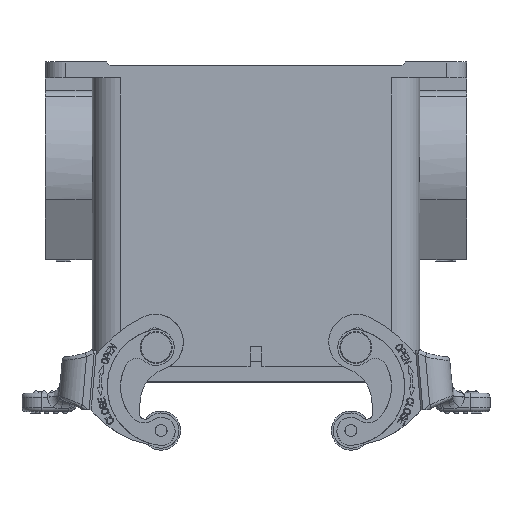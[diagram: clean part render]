
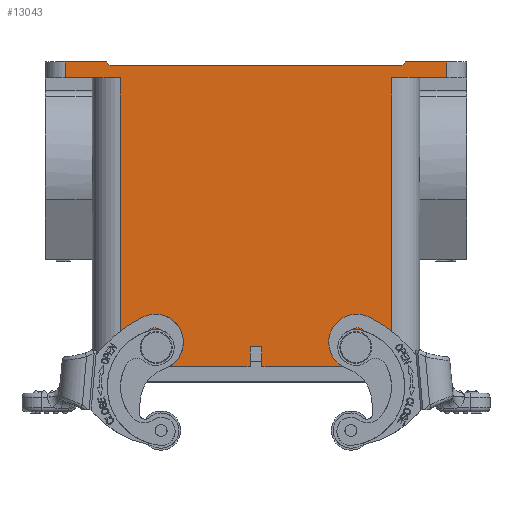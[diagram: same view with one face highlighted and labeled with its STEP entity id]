
A CAD part, front view. The second image highlights one B-rep face of the part: STEP entity #13043.
In plain terms, the highlighted planar face has unit normal (0, -1, 0).
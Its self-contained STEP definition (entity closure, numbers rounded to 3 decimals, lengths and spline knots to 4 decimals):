
#13043=ADVANCED_FACE('',(#18588,#18589,#18590),#14042,.F.);
#14042=PLANE('',#38656);
#15552=LINE('',#58701,#17585);
#15561=LINE('',#58728,#17594);
#15564=LINE('',#58744,#17597);
#15590=LINE('',#58823,#17623);
#15592=LINE('',#58827,#17625);
#15594=LINE('',#58831,#17627);
#15596=LINE('',#58835,#17629);
#15597=LINE('',#58840,#17630);
#15599=LINE('',#58848,#17632);
#15606=LINE('',#58862,#17639);
#15610=LINE('',#58871,#17643);
#15612=LINE('',#58878,#17645);
#15618=LINE('',#58898,#17651);
#15624=LINE('',#58908,#17657);
#15625=LINE('',#58910,#17658);
#15626=LINE('',#58912,#17659);
#17585=VECTOR('',#43842,1.);
#17594=VECTOR('',#43867,1.);
#17597=VECTOR('',#43876,1.);
#17623=VECTOR('',#43944,1.);
#17625=VECTOR('',#43948,1.);
#17627=VECTOR('',#43952,1.);
#17629=VECTOR('',#43956,1.);
#17630=VECTOR('',#43961,1.);
#17632=VECTOR('',#43969,1.);
#17639=VECTOR('',#43980,1.);
#17643=VECTOR('',#43986,1.);
#17645=VECTOR('',#43992,1.);
#17651=VECTOR('',#44008,1.);
#17657=VECTOR('',#44018,1.);
#17658=VECTOR('',#44021,1.);
#17659=VECTOR('',#44022,1.);
#18588=FACE_BOUND('',#19874,.T.);
#18589=FACE_BOUND('',#19875,.T.);
#18590=FACE_BOUND('',#19876,.T.);
#19874=EDGE_LOOP('',(#26020,#26021));
#19875=EDGE_LOOP('',(#26022,#26023));
#19876=EDGE_LOOP('',(#26024,#26025,#26026,#26027,#26028,#26029,#26030,#26031,
#26032,#26033,#26034,#26035,#26036,#26037,#26038,#26039));
#26020=ORIENTED_EDGE('',*,*,#34583,.T.);
#26021=ORIENTED_EDGE('',*,*,#34582,.T.);
#26022=ORIENTED_EDGE('',*,*,#34477,.T.);
#26023=ORIENTED_EDGE('',*,*,#34476,.T.);
#26024=ORIENTED_EDGE('',*,*,#34671,.F.);
#26025=ORIENTED_EDGE('',*,*,#34665,.F.);
#26026=ORIENTED_EDGE('',*,*,#34652,.F.);
#26027=ORIENTED_EDGE('',*,*,#34709,.F.);
#26028=ORIENTED_EDGE('',*,*,#34711,.F.);
#26029=ORIENTED_EDGE('',*,*,#34713,.T.);
#26030=ORIENTED_EDGE('',*,*,#34715,.F.);
#26031=ORIENTED_EDGE('',*,*,#34717,.T.);
#26032=ORIENTED_EDGE('',*,*,#34721,.T.);
#26033=ORIENTED_EDGE('',*,*,#34753,.T.);
#26034=ORIENTED_EDGE('',*,*,#34754,.T.);
#26035=ORIENTED_EDGE('',*,*,#34732,.T.);
#26036=ORIENTED_EDGE('',*,*,#34746,.T.);
#26037=ORIENTED_EDGE('',*,*,#34728,.T.);
#26038=ORIENTED_EDGE('',*,*,#34752,.T.);
#26039=ORIENTED_EDGE('',*,*,#34736,.T.);
#30809=VERTEX_POINT('',#58331);
#30810=VERTEX_POINT('',#58333);
#30880=VERTEX_POINT('',#58546);
#30881=VERTEX_POINT('',#58548);
#30928=VERTEX_POINT('',#58700);
#30929=VERTEX_POINT('',#58702);
#30939=VERTEX_POINT('',#58729);
#30940=VERTEX_POINT('',#58734);
#30968=VERTEX_POINT('',#58822);
#30969=VERTEX_POINT('',#58826);
#30970=VERTEX_POINT('',#58830);
#30971=VERTEX_POINT('',#58834);
#30972=VERTEX_POINT('',#58838);
#30976=VERTEX_POINT('',#58847);
#30981=VERTEX_POINT('',#58861);
#30982=VERTEX_POINT('',#58863);
#30985=VERTEX_POINT('',#58870);
#30986=VERTEX_POINT('',#58872);
#30989=VERTEX_POINT('',#58879);
#31000=VERTEX_POINT('',#58911);
#34476=EDGE_CURVE('',#30809,#30810,#36603,.T.);
#34477=EDGE_CURVE('',#30810,#30809,#36604,.T.);
#34582=EDGE_CURVE('',#30880,#30881,#36670,.T.);
#34583=EDGE_CURVE('',#30881,#30880,#36671,.T.);
#34652=EDGE_CURVE('',#30928,#30929,#15552,.T.);
#34665=EDGE_CURVE('',#30929,#30939,#15561,.T.);
#34671=EDGE_CURVE('',#30939,#30940,#15564,.T.);
#34709=EDGE_CURVE('',#30968,#30928,#15590,.T.);
#34711=EDGE_CURVE('',#30969,#30968,#15592,.T.);
#34713=EDGE_CURVE('',#30969,#30970,#15594,.T.);
#34715=EDGE_CURVE('',#30971,#30970,#15596,.T.);
#34717=EDGE_CURVE('',#30971,#30972,#15597,.T.);
#34721=EDGE_CURVE('',#30972,#30976,#15599,.T.);
#34728=EDGE_CURVE('',#30982,#30981,#15606,.T.);
#34732=EDGE_CURVE('',#30986,#30985,#15610,.T.);
#34736=EDGE_CURVE('',#30989,#30940,#15612,.T.);
#34746=EDGE_CURVE('',#30985,#30982,#15618,.T.);
#34752=EDGE_CURVE('',#30981,#30989,#15624,.T.);
#34753=EDGE_CURVE('',#30976,#31000,#15625,.T.);
#34754=EDGE_CURVE('',#31000,#30986,#15626,.T.);
#36603=CIRCLE('',#38427,0.0906);
#36604=CIRCLE('',#38429,0.0906);
#36670=CIRCLE('',#38532,0.0906);
#36671=CIRCLE('',#38534,0.0906);
#38427=AXIS2_PLACEMENT_3D('',#58334,#43425,#43426);
#38429=AXIS2_PLACEMENT_3D('',#58336,#43429,#43430);
#38532=AXIS2_PLACEMENT_3D('',#58549,#43674,#43675);
#38534=AXIS2_PLACEMENT_3D('',#58551,#43678,#43679);
#38656=AXIS2_PLACEMENT_3D('',#58913,#44023,#44024);
#43425=DIRECTION('',(0.,1.,0.));
#43426=DIRECTION('',(0.,0.,1.));
#43429=DIRECTION('',(0.,1.,0.));
#43430=DIRECTION('',(0.,0.,1.));
#43674=DIRECTION('',(0.,1.,0.));
#43675=DIRECTION('',(0.,0.,1.));
#43678=DIRECTION('',(0.,1.,0.));
#43679=DIRECTION('',(0.,0.,1.));
#43842=DIRECTION('',(0.,0.,-1.));
#43867=DIRECTION('',(-1.,0.,0.));
#43876=DIRECTION('',(0.,0.,-1.));
#43944=DIRECTION('',(1.,0.,0.));
#43948=DIRECTION('',(0.707,0.,0.707));
#43952=DIRECTION('',(-1.,0.,0.));
#43956=DIRECTION('',(0.707,0.,-0.707));
#43961=DIRECTION('',(-1.,0.,0.));
#43969=DIRECTION('',(0.,0.,-1.));
#43980=DIRECTION('',(1.,0.,0.));
#43986=DIRECTION('',(1.,0.,0.));
#43992=DIRECTION('',(1.,0.,0.));
#44008=DIRECTION('',(0.,0.,1.));
#44018=DIRECTION('',(0.,0.,-1.));
#44021=DIRECTION('',(1.,0.,0.));
#44022=DIRECTION('',(0.,0.,-1.));
#44023=DIRECTION('',(0.,1.,0.));
#44024=DIRECTION('',(0.,0.,1.));
#58331=CARTESIAN_POINT('',(2.9807,-0.0098,-2.8229));
#58333=CARTESIAN_POINT('',(3.1611,-0.0098,-2.8071));
#58334=CARTESIAN_POINT('',(3.0709,-0.0098,-2.815));
#58336=CARTESIAN_POINT('',(3.0709,-0.0098,-2.815));
#58546=CARTESIAN_POINT('',(1.0122,-0.0098,-2.8071));
#58548=CARTESIAN_POINT('',(1.1926,-0.0098,-2.8229));
#58549=CARTESIAN_POINT('',(1.1024,-0.0098,-2.815));
#58551=CARTESIAN_POINT('',(1.1024,-0.0098,-2.815));
#58700=CARTESIAN_POINT('',(3.9665,-0.0098,0.));
#58701=CARTESIAN_POINT('',(3.9665,-0.0098,0.));
#58702=CARTESIAN_POINT('',(3.9665,-0.0098,-0.1575));
#58728=CARTESIAN_POINT('',(3.7992,-0.0098,-0.1575));
#58729=CARTESIAN_POINT('',(3.4252,-0.0098,-0.1575));
#58734=CARTESIAN_POINT('',(3.4252,-0.0098,-3.0048));
#58744=CARTESIAN_POINT('',(3.4252,-0.0098,-0.1575));
#58822=CARTESIAN_POINT('',(3.563,-0.0098,0.));
#58823=CARTESIAN_POINT('',(2.0866,-0.0098,0.));
#58826=CARTESIAN_POINT('',(3.5236,-0.0098,-0.0394));
#58827=CARTESIAN_POINT('',(2.0736,-0.0098,-1.4894));
#58830=CARTESIAN_POINT('',(0.6496,-0.0098,-0.0394));
#58831=CARTESIAN_POINT('',(2.0866,-0.0098,-0.0394));
#58834=CARTESIAN_POINT('',(0.6102,-0.0098,0.));
#58835=CARTESIAN_POINT('',(2.0996,-0.0098,-1.4894));
#58838=CARTESIAN_POINT('',(0.2067,-0.0098,0.));
#58840=CARTESIAN_POINT('',(0.3051,-0.0098,0.));
#58847=CARTESIAN_POINT('',(0.2067,-0.0098,-0.1575));
#58848=CARTESIAN_POINT('',(0.2067,-0.0098,0.));
#58861=CARTESIAN_POINT('',(2.1457,-0.0098,-2.808));
#58862=CARTESIAN_POINT('',(2.0866,-0.0098,-2.808));
#58863=CARTESIAN_POINT('',(2.0276,-0.0098,-2.808));
#58870=CARTESIAN_POINT('',(2.0276,-0.0098,-3.0048));
#58871=CARTESIAN_POINT('',(2.0866,-0.0098,-3.0048));
#58872=CARTESIAN_POINT('',(0.748,-0.0098,-3.0048));
#58878=CARTESIAN_POINT('',(2.8345,-0.0098,-3.0048));
#58879=CARTESIAN_POINT('',(2.1457,-0.0098,-3.0048));
#58898=CARTESIAN_POINT('',(2.0276,-0.0098,-2.9064));
#58908=CARTESIAN_POINT('',(2.1457,-0.0098,-1.5024));
#58910=CARTESIAN_POINT('',(2.0866,-0.0098,-0.1575));
#58911=CARTESIAN_POINT('',(0.748,-0.0098,-0.1575));
#58912=CARTESIAN_POINT('',(0.748,-0.0098,-1.5024));
#58913=CARTESIAN_POINT('',(2.0866,-0.0098,-1.5024));
